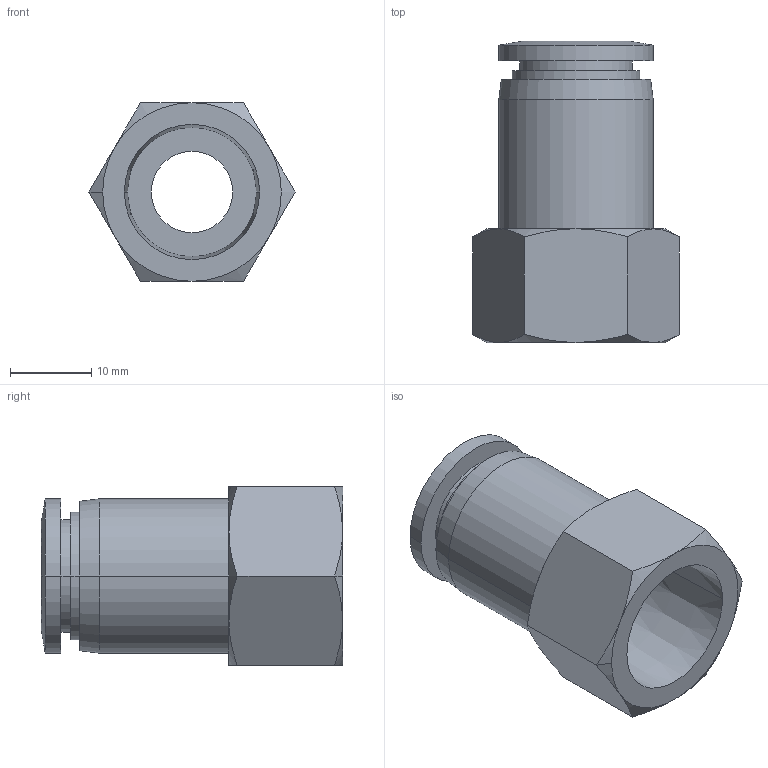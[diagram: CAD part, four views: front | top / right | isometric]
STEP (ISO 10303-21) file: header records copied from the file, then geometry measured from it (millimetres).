
FILE_DESCRIPTION (( 'STEP AP214' ), '1' );
FILE_NAME ('FS12M-38R.step', '2016-02-24T20:34:13', ( '' ), ( '' ), 'SwSTEP 2.0', 'SolidWorks 2015', '' );
FILE_SCHEMA (( 'AUTOMOTIVE_DESIGN' ));
Length unit declared in the file: inch
Products named in the file (1): FS12M-38R
Bounding box: 25.4 x 37.1 x 22 mm (x, y, z)
Volume: 6724.6 mm3; surface area: 4811.9 mm2
Topology: 1 solids, 1 shells, 48 faces, 100 edges, 60 vertices
Faces by surface type: cone 20, plane 14, cylinder 12, torus 2
Entity records: 2014 total; most frequent: CARTESIAN_POINT 329, DIRECTION 224, ORIENTED_EDGE 200, EDGE_CURVE 100, AXIS2_PLACEMENT_3D 99, VERTEX_POINT 60, EDGE_LOOP 56, DIMENSIONAL_EXPONENTS 51
